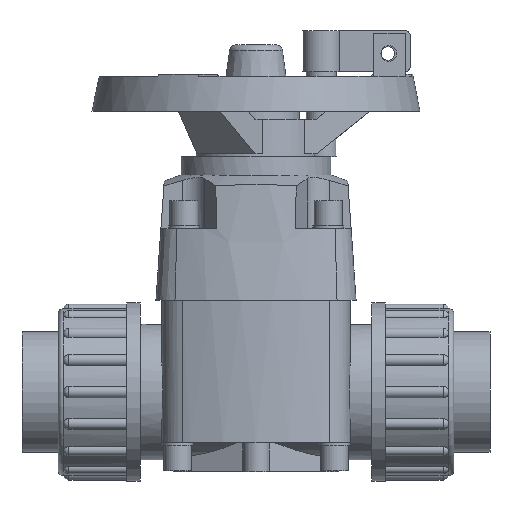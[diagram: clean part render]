
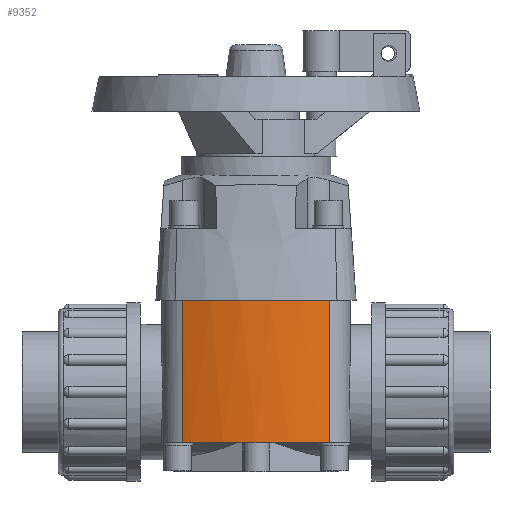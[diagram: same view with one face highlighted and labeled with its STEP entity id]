
A CAD part, front view. The second image highlights one B-rep face of the part: STEP entity #9352.
In plain terms, the highlighted cylindrical face has radius 85.8 mm (diameter 171.6 mm), a partial arc.
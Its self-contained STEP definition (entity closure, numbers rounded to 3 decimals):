
#1566=CARTESIAN_POINT('',(-27.182,-38.48,-21.003));
#1567=VERTEX_POINT('',#1566);
#1696=CARTESIAN_POINT('',(27.182,-38.48,-21.003));
#1697=VERTEX_POINT('',#1696);
#7875=CARTESIAN_POINT('',(30.643,-37.241,-21.003));
#7876=VERTEX_POINT('',#7875);
#7877=CARTESIAN_POINT('',(0.0,42.9,-21.003));
#7878=DIRECTION('',(0.0,0.0,1.0));
#7879=DIRECTION('',(0.357,-0.934,0.0));
#7880=AXIS2_PLACEMENT_3D('',#7877,#7878,#7879);
#7881=CIRCLE('',#7880,85.8);
#7882=EDGE_CURVE('',#1697,#7876,#7881,.T.);
#7967=CARTESIAN_POINT('',(-30.643,-37.241,-21.003));
#7968=VERTEX_POINT('',#7967);
#7977=CARTESIAN_POINT('',(0.0,42.9,-21.003));
#7978=DIRECTION('',(0.0,0.0,1.0));
#7979=DIRECTION('',(0.357,-0.934,0.0));
#7980=AXIS2_PLACEMENT_3D('',#7977,#7978,#7979);
#7981=CIRCLE('',#7980,85.8);
#7982=EDGE_CURVE('',#7968,#1567,#7981,.T.);
#8083=CARTESIAN_POINT('',(-30.643,-37.241,38.05));
#8084=VERTEX_POINT('',#8083);
#8092=CARTESIAN_POINT('',(30.643,-37.241,38.05));
#8093=VERTEX_POINT('',#8092);
#8094=CARTESIAN_POINT('',(0.0,42.9,38.05));
#8095=DIRECTION('',(0.0,0.0,-1.0));
#8096=DIRECTION('',(0.357,-0.934,0.0));
#8097=AXIS2_PLACEMENT_3D('',#8094,#8095,#8096);
#8098=CIRCLE('',#8097,85.8);
#8099=EDGE_CURVE('',#8093,#8084,#8098,.T.);
#9052=CARTESIAN_POINT('',(30.643,-37.241,38.05));
#9053=DIRECTION('',(0.0,0.0,-1.0));
#9054=VECTOR('',#9053,59.053);
#9055=LINE('',#9052,#9054);
#9056=EDGE_CURVE('',#8093,#7876,#9055,.T.);
#9322=CARTESIAN_POINT('',(-30.643,-37.241,38.05));
#9323=DIRECTION('',(0.0,0.0,-1.0));
#9324=VECTOR('',#9323,59.053);
#9325=LINE('',#9322,#9324);
#9326=EDGE_CURVE('',#8084,#7968,#9325,.T.);
#9333=CARTESIAN_POINT('',(0.0,42.9,38.05));
#9334=DIRECTION('',(0.0,0.0,-1.0));
#9335=DIRECTION('',(0.357,-0.934,0.0));
#9336=AXIS2_PLACEMENT_3D('',#9333,#9334,#9335);
#9337=CYLINDRICAL_SURFACE('',#9336,85.8);
#9338=ORIENTED_EDGE('',*,*,#7982,.T.);
#9339=CARTESIAN_POINT('',(0.0,42.9,-21.003));
#9340=DIRECTION('',(0.0,0.0,1.0));
#9341=DIRECTION('',(0.357,-0.934,0.0));
#9342=AXIS2_PLACEMENT_3D('',#9339,#9340,#9341);
#9343=CIRCLE('',#9342,85.8);
#9344=EDGE_CURVE('',#1567,#1697,#9343,.T.);
#9345=ORIENTED_EDGE('',*,*,#9344,.T.);
#9346=ORIENTED_EDGE('',*,*,#7882,.T.);
#9347=ORIENTED_EDGE('',*,*,#9056,.F.);
#9348=ORIENTED_EDGE('',*,*,#8099,.T.);
#9349=ORIENTED_EDGE('',*,*,#9326,.T.);
#9350=EDGE_LOOP('',(#9338,#9345,#9346,#9347,#9348,#9349));
#9351=FACE_OUTER_BOUND('',#9350,.T.);
#9352=ADVANCED_FACE('',(#9351),#9337,.T.);
